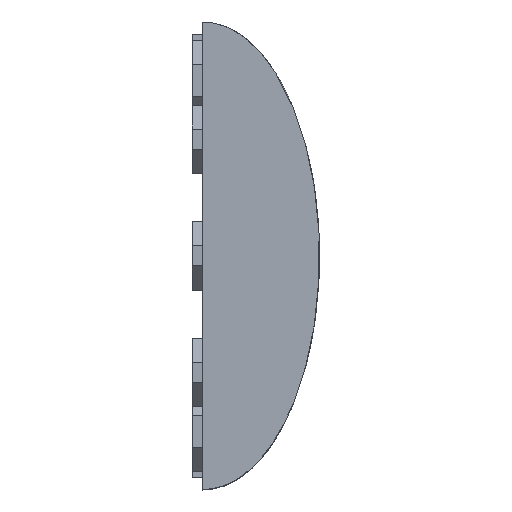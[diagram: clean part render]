
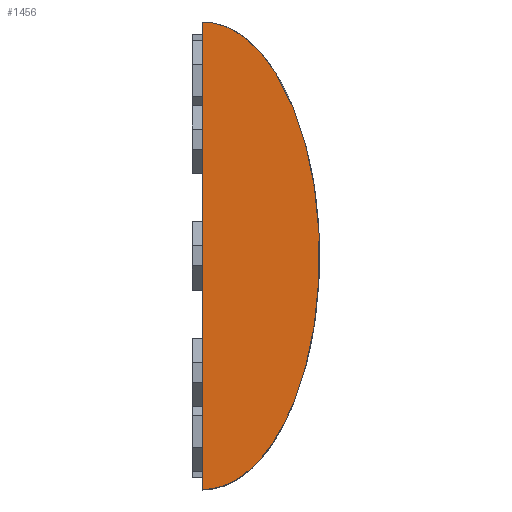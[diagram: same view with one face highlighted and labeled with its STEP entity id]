
A CAD part, top view. The second image highlights one B-rep face of the part: STEP entity #1456.
In plain terms, the highlighted planar face has unit normal (0, 0, 1).
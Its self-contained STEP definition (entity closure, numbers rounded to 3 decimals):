
#37=ELLIPSE('',#1556,40.,20.);
#75=FACE_OUTER_BOUND('',#165,.T.);
#165=EDGE_LOOP('',(#1033,#1034));
#254=LINE('',#2025,#436);
#436=VECTOR('',#1649,10.);
#618=VERTEX_POINT('',#2023);
#619=VERTEX_POINT('',#2024);
#759=EDGE_CURVE('',#618,#619,#254,.T.);
#824=EDGE_CURVE('',#619,#618,#37,.T.);
#1033=ORIENTED_EDGE('',*,*,#759,.T.);
#1034=ORIENTED_EDGE('',*,*,#824,.T.);
#1387=PLANE('',#1555);
#1456=ADVANCED_FACE('',(#75),#1387,.T.);
#1555=AXIS2_PLACEMENT_3D('',#2153,#1719,#1720);
#1556=AXIS2_PLACEMENT_3D('',#2154,#1721,#1722);
#1649=DIRECTION('',(0.,-1.,0.));
#1719=DIRECTION('center_axis',(0.,0.,1.));
#1720=DIRECTION('ref_axis',(1.,0.,0.));
#1721=DIRECTION('center_axis',(0.,0.,1.));
#1722=DIRECTION('ref_axis',(0.,-1.,0.));
#2023=CARTESIAN_POINT('',(0.,40.,45.));
#2024=CARTESIAN_POINT('',(0.,-40.,45.));
#2025=CARTESIAN_POINT('',(0.,20.,45.));
#2153=CARTESIAN_POINT('Origin',(10.,0.,45.));
#2154=CARTESIAN_POINT('Origin',(0.,0.,45.));
